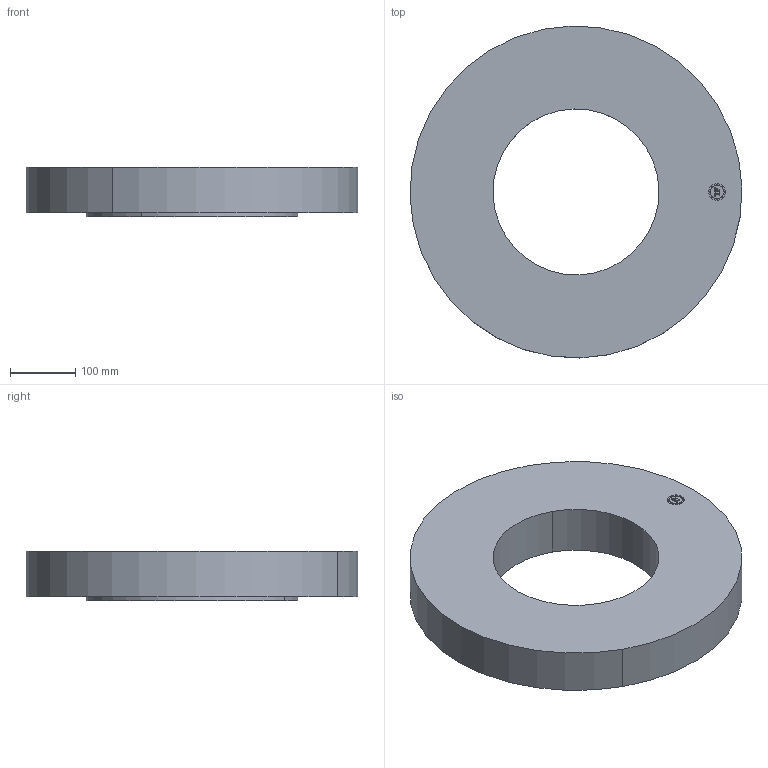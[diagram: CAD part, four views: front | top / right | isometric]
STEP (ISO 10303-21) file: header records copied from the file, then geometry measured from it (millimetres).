
FILE_DESCRIPTION(('3D STEP'),'2;1');
FILE_NAME('10-600-FB-RF-STUDOUT-FLANGE.stp','2013-11-24T23:42:36+00:00',('Texas Flange'),(''),'CATIA Version 5 Release 20 SP 6 (IN-10)','CATIA V5 STEP AP214','800-826-3801');
FILE_SCHEMA(('AUTOMOTIVE_DESIGN { 1 0 10303 214 1 1 1 1 }'));
Products named in the file (1): 10-600-FB-RF-STUDOUT-FLANGE
Bounding box: 507.86 x 507.86 x 76.2 mm (x, y, z)
Volume: 10197149.1 mm3; surface area: 584686.7 mm2
Topology: 1 solids, 1 shells, 1642 faces, 4786 edges, 3148 vertices
Faces by surface type: bspline 752, cylinder 410, plane 368, cone 80, revolution 32
Entity records: 83290 total; most frequent: CARTESIAN_POINT 47344, ORIENTED_EDGE 9508, EDGE_CURVE 4754, VERTEX_POINT 3148, B_SPLINE_CURVE_WITH_KNOTS 3008, DIRECTION 2652, EDGE_LOOP 1678, ADVANCED_FACE 1642
